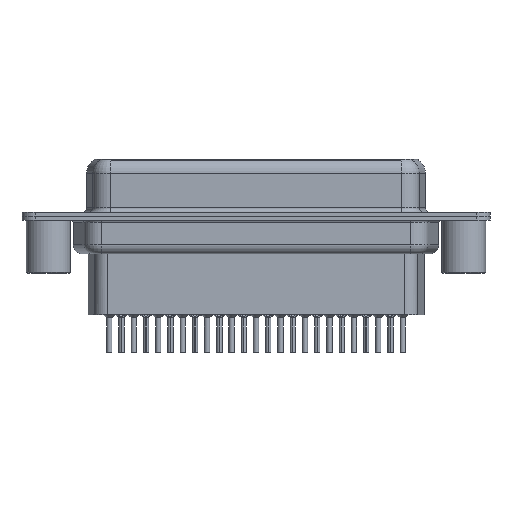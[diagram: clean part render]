
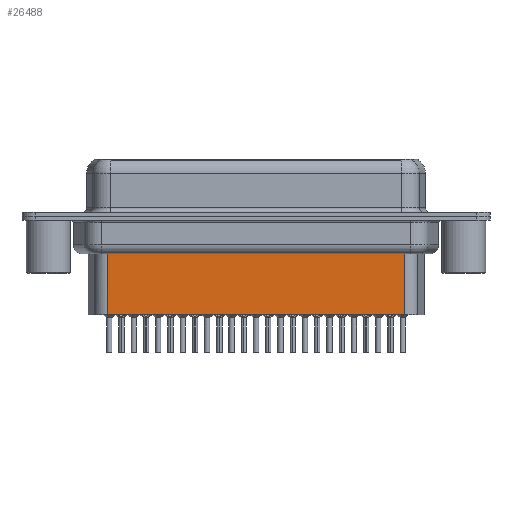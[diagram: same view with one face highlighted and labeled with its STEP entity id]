
A CAD part, front view. The second image highlights one B-rep face of the part: STEP entity #26488.
In plain terms, the highlighted planar face has unit normal (0, -1, 0).
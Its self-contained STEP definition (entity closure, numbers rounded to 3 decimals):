
#715 = CARTESIAN_POINT ( 'NONE',  ( 6.706, -3.5, -3.1 ) ) ;
#1482 = EDGE_CURVE ( 'NONE', #11286, #15146, #7187, .T. ) ;
#1842 = VECTOR ( 'NONE', #5204, 1000. ) ;
#4082 = CARTESIAN_POINT ( 'NONE',  ( 40.344, -3.5, -4.097 ) ) ;
#4272 = ORIENTED_EDGE ( 'NONE', *, *, #1482, .T. ) ;
#4359 = VERTEX_POINT ( 'NONE', #5320 ) ;
#5024 = CARTESIAN_POINT ( 'NONE',  ( 6.459, -3.5, -4.097 ) ) ;
#5204 = DIRECTION ( 'NONE',  ( 0., 0., -1. ) ) ;
#5320 = CARTESIAN_POINT ( 'NONE',  ( 6.706, -3.5, -11.15 ) ) ;
#5827 = CARTESIAN_POINT ( 'NONE',  ( 6.706, -3.5, -4.097 ) ) ;
#6574 = FACE_OUTER_BOUND ( 'NONE', #26549, .T. ) ;
#7187 = LINE ( 'NONE', #5024, #16885 ) ;
#7525 = ORIENTED_EDGE ( 'NONE', *, *, #19686, .T. ) ;
#9295 = EDGE_CURVE ( 'NONE', #14045, #4359, #23904, .T. ) ;
#9422 = VECTOR ( 'NONE', #18995, 1000. ) ;
#10238 = LINE ( 'NONE', #19470, #18488 ) ;
#10899 = DIRECTION ( 'NONE',  ( 0., -1., 0. ) ) ;
#11286 = VERTEX_POINT ( 'NONE', #4082 ) ;
#11905 = ORIENTED_EDGE ( 'NONE', *, *, #22473, .F. ) ;
#14045 = VERTEX_POINT ( 'NONE', #15084 ) ;
#15084 = CARTESIAN_POINT ( 'NONE',  ( 40.344, -3.5, -11.15 ) ) ;
#15116 = AXIS2_PLACEMENT_3D ( 'NONE', #24034, #10899, #17820 ) ;
#15146 = VERTEX_POINT ( 'NONE', #5827 ) ;
#15811 = PLANE ( 'NONE',  #15116 ) ;
#16885 = VECTOR ( 'NONE', #24938, 1000. ) ;
#17266 = CARTESIAN_POINT ( 'NONE',  ( 6.706, -3.5, -11.15 ) ) ;
#17820 = DIRECTION ( 'NONE',  ( 1., 0., 0. ) ) ;
#18488 = VECTOR ( 'NONE', #25982, 1000. ) ;
#18995 = DIRECTION ( 'NONE',  ( -1., 0., 0. ) ) ;
#19470 = CARTESIAN_POINT ( 'NONE',  ( 40.344, -3.5, -3.1 ) ) ;
#19686 = EDGE_CURVE ( 'NONE', #15146, #4359, #20498, .T. ) ;
#20498 = LINE ( 'NONE', #715, #1842 ) ;
#22473 = EDGE_CURVE ( 'NONE', #11286, #14045, #10238, .T. ) ;
#22943 = ORIENTED_EDGE ( 'NONE', *, *, #9295, .F. ) ;
#23904 = LINE ( 'NONE', #17266, #9422 ) ;
#24034 = CARTESIAN_POINT ( 'NONE',  ( 6.706, -3.5, -3.1 ) ) ;
#24938 = DIRECTION ( 'NONE',  ( -1., 0., 0. ) ) ;
#25982 = DIRECTION ( 'NONE',  ( 0., 0., -1. ) ) ;
#26488 = ADVANCED_FACE ( 'NONE', ( #6574 ), #15811, .T. ) ;
#26549 = EDGE_LOOP ( 'NONE', ( #11905, #4272, #7525, #22943 ) ) ;
